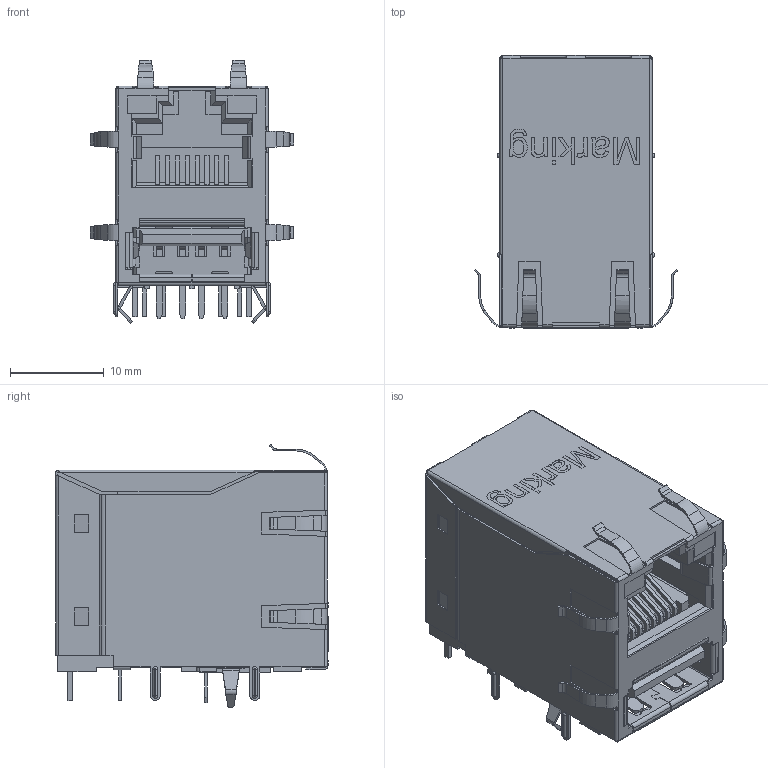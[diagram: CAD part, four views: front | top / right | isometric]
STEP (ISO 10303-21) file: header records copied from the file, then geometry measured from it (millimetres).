
FILE_DESCRIPTION(/* description */ ('Unknown'),/* implementation_level */ '2;1');
FILE_NAME(/* name */ 'T_Wurth_WE-RJ45LAN_7497011611A',/* time_stamp */ '2025-08-21T10:30:04+08:00',/* author */ ('Unknown'),/* organization */ ('Unknown'),/* preprocessor_version */ 'ST-DEVELOPER v19.4',/* originating_system */ 'Solid Edge',/* authorisation */ 'Unknown');
FILE_SCHEMA (('AUTOMOTIVE_DESIGN {1 0 10303 214 3 1 1}'));
Products named in the file (2): T_Wurth_WE-RJ45LAN_7497011611A
Assembly tree (1 placements, depth 2):
  T_Wurth_WE-RJ45LAN_7497011611A
    T_Wurth_WE-RJ45LAN_7497011611A
Bounding box: 21.73 x 29.1 x 28.09 mm (x, y, z)
Volume: 5682.8 mm3; surface area: 13183.2 mm2
Topology: 11 solids, 11 shells, 1803 faces, 4827 edges, 3027 vertices
Faces by surface type: plane 1231, cylinder 459, bspline 93, torus 16, sphere 4
Entity records: 64460 total; most frequent: CARTESIAN_POINT 12960, ORIENTED_EDGE 9644, DIRECTION 8385, EDGE_CURVE 4822, LINE 3557, VECTOR 3557, VERTEX_POINT 3027, AXIS2_PLACEMENT_3D 2414
